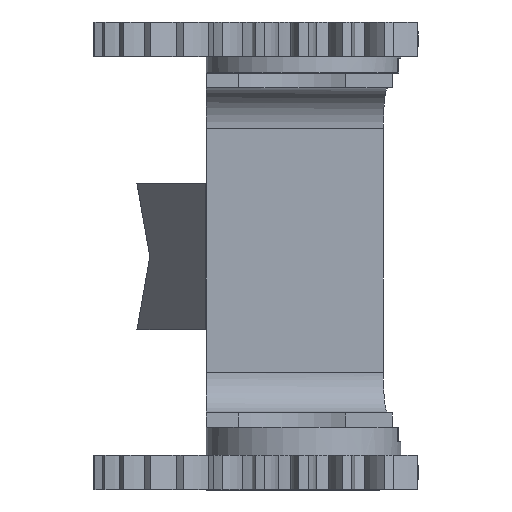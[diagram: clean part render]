
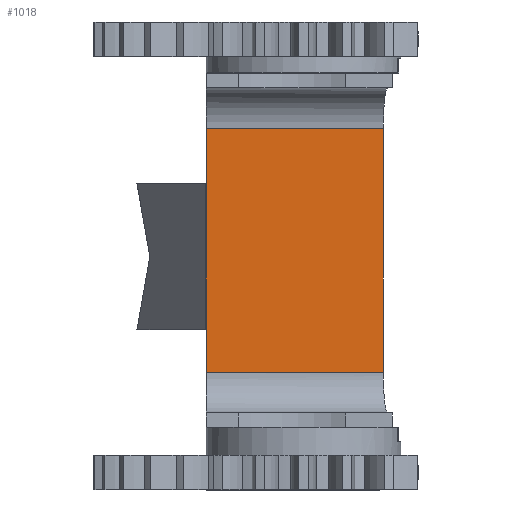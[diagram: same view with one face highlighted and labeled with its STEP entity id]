
A CAD part, top view. The second image highlights one B-rep face of the part: STEP entity #1018.
In plain terms, the highlighted planar face has unit normal (0, 0, 1).
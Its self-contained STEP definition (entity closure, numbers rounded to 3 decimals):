
#851=PLANE('',#5473);
#1018=ADVANCED_FACE('',(#1378),#851,.F.);
#1378=FACE_OUTER_BOUND('',#1615,.T.);
#1615=EDGE_LOOP('',(#3137,#3138,#3139,#3140));
#1901=LINE('',#7723,#2266);
#1935=LINE('',#7874,#2300);
#1955=LINE('',#7932,#2320);
#1956=LINE('',#7933,#2321);
#2266=VECTOR('',#6323,1.);
#2300=VECTOR('',#6453,1.);
#2320=VECTOR('',#6497,1.);
#2321=VECTOR('',#6498,1.);
#3137=ORIENTED_EDGE('',*,*,#4649,.T.);
#3138=ORIENTED_EDGE('',*,*,#4619,.T.);
#3139=ORIENTED_EDGE('',*,*,#4650,.T.);
#3140=ORIENTED_EDGE('',*,*,#4542,.T.);
#4021=VERTEX_POINT('',#7722);
#4022=VERTEX_POINT('',#7724);
#4090=VERTEX_POINT('',#7873);
#4091=VERTEX_POINT('',#7875);
#4542=EDGE_CURVE('',#4022,#4021,#1901,.T.);
#4619=EDGE_CURVE('',#4091,#4090,#1935,.T.);
#4649=EDGE_CURVE('',#4021,#4091,#1955,.T.);
#4650=EDGE_CURVE('',#4090,#4022,#1956,.T.);
#5473=AXIS2_PLACEMENT_3D('',#7934,#6499,#6500);
#6323=DIRECTION('',(0.,-1.,0.));
#6453=DIRECTION('',(0.,1.,0.));
#6497=DIRECTION('',(1.,0.,0.));
#6498=DIRECTION('',(-1.,0.,0.));
#6499=DIRECTION('',(0.,0.,-1.));
#6500=DIRECTION('',(0.,1.,0.));
#7722=CARTESIAN_POINT('',(-10.,-40.9,-17.5));
#7723=CARTESIAN_POINT('',(-10.,-53.1,-17.5));
#7724=CARTESIAN_POINT('',(-10.,-15.9,-17.5));
#7873=CARTESIAN_POINT('',(8.202,-15.9,-17.5));
#7874=CARTESIAN_POINT('',(8.202,-10.2,-17.5));
#7875=CARTESIAN_POINT('',(8.202,-40.9,-17.5));
#7932=CARTESIAN_POINT('',(-12.3,-40.9,-17.5));
#7933=CARTESIAN_POINT('',(-9.2,-15.9,-17.5));
#7934=CARTESIAN_POINT('',(-12.3,-10.2,-17.5));
